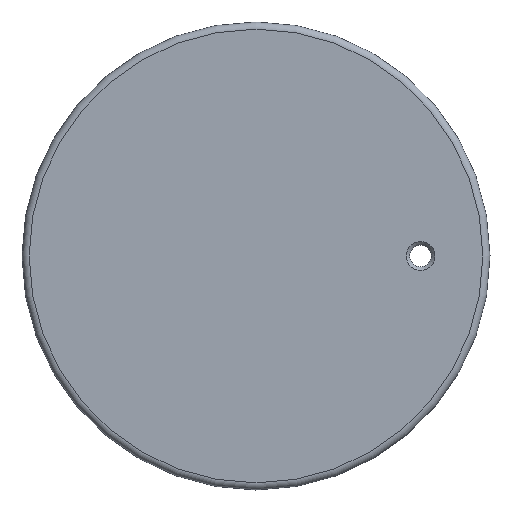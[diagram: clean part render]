
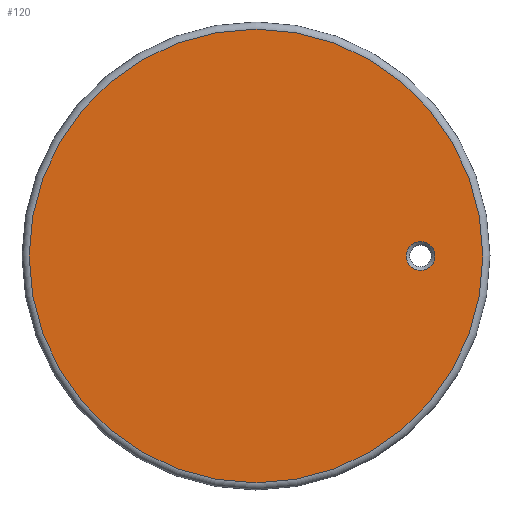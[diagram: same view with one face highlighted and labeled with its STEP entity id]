
A CAD part, left-side view. The second image highlights one B-rep face of the part: STEP entity #120.
In plain terms, the highlighted planar face has unit normal (-1, 0, 0).
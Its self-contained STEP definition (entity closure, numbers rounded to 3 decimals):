
#120=ADVANCED_FACE('',(#149,#164),#132,.F.);
#132=PLANE('',#318);
#149=FACE_BOUND('',#188,.T.);
#164=FACE_OUTER_BOUND('',#189,.T.);
#188=EDGE_LOOP('',(#224));
#189=EDGE_LOOP('',(#225));
#224=ORIENTED_EDGE('',*,*,#272,.T.);
#225=ORIENTED_EDGE('',*,*,#271,.F.);
#252=VERTEX_POINT('',#436);
#253=VERTEX_POINT('',#439);
#271=EDGE_CURVE('',#252,#252,#289,.T.);
#272=EDGE_CURVE('',#253,#253,#290,.T.);
#289=CIRCLE('',#315,31.491);
#290=CIRCLE('',#317,2.);
#315=AXIS2_PLACEMENT_3D('',#435,#369,#370);
#317=AXIS2_PLACEMENT_3D('',#438,#373,#374);
#318=AXIS2_PLACEMENT_3D('',#440,#375,#376);
#369=DIRECTION('',(1.,0.,0.));
#370=DIRECTION('',(0.,0.,-1.));
#373=DIRECTION('',(1.,0.,0.));
#374=DIRECTION('',(0.,0.,-1.));
#375=DIRECTION('',(1.,0.,0.));
#376=DIRECTION('',(0.,0.,-1.));
#435=CARTESIAN_POINT('',(148.,69.854,0.));
#436=CARTESIAN_POINT('',(148.,69.854,-31.491));
#438=CARTESIAN_POINT('',(148.,47.,0.));
#439=CARTESIAN_POINT('',(148.,47.,-2.));
#440=CARTESIAN_POINT('',(148.,69.854,0.));
